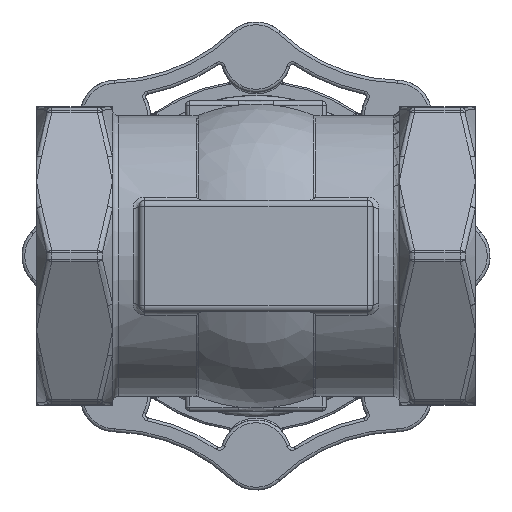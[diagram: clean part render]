
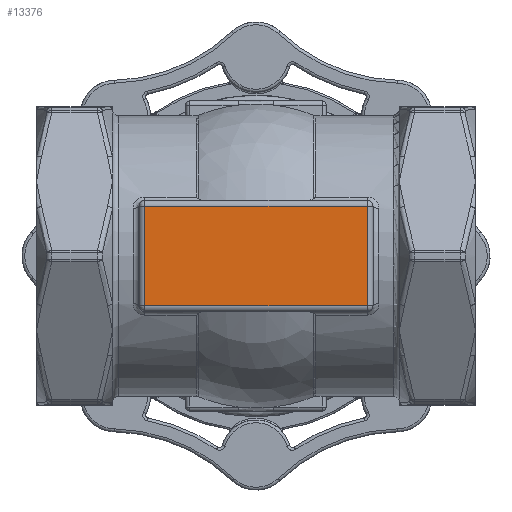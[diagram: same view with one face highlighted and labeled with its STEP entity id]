
A CAD part, front view. The second image highlights one B-rep face of the part: STEP entity #13376.
In plain terms, the highlighted planar face has unit normal (0, -1, 0).
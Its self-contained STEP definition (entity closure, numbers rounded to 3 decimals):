
#2721 = LINE ( 'NONE', #2749, #82466 ) ;
#2745 = LINE ( 'NONE', #2747, #82468 ) ;
#2747 = CARTESIAN_POINT ( 'NONE',  ( 20., -27., -8.5 ) ) ;
#2748 = DIRECTION ( 'NONE',  ( 1., 0., 0. ) ) ;
#2749 = CARTESIAN_POINT ( 'NONE',  ( 19., -27., 9.5 ) ) ;
#2750 = DIRECTION ( 'NONE',  ( 0., 0., 1. ) ) ;
#2751 = LINE ( 'NONE', #2752, #82470 ) ;
#2752 = CARTESIAN_POINT ( 'NONE',  ( -20., -27., 8.5 ) ) ;
#2753 = DIRECTION ( 'NONE',  ( -1., 0., 0. ) ) ;
#2754 = LINE ( 'NONE', #2755, #82471 ) ;
#2755 = CARTESIAN_POINT ( 'NONE',  ( -19., -27., -9.5 ) ) ;
#2756 = DIRECTION ( 'NONE',  ( 0., 0., -1. ) ) ;
#13376 = ADVANCED_FACE ( 'NONE', ( #58055 ), #58096, .T. ) ;
#33002 = CARTESIAN_POINT ( 'NONE',  ( -19., -27., 8.5 ) ) ;
#33003 = CARTESIAN_POINT ( 'NONE',  ( 19., -27., 8.5 ) ) ;
#33012 = CARTESIAN_POINT ( 'NONE',  ( -19., -27., -8.5 ) ) ;
#33024 = CARTESIAN_POINT ( 'NONE',  ( 19., -27., -8.5 ) ) ;
#52855 = VERTEX_POINT ( 'NONE', #33002 ) ;
#52856 = VERTEX_POINT ( 'NONE', #33003 ) ;
#52872 = VERTEX_POINT ( 'NONE', #33012 ) ;
#52889 = VERTEX_POINT ( 'NONE', #33024 ) ;
#56399 = AXIS2_PLACEMENT_3D ( 'NONE', #58106, #58107, #58108 ) ;
#58055 = FACE_OUTER_BOUND ( 'NONE', #64346, .T. ) ;
#58096 = PLANE ( 'NONE',  #56399 ) ;
#58106 = CARTESIAN_POINT ( 'NONE',  ( -20., -27., -9.5 ) ) ;
#58107 = DIRECTION ( 'NONE',  ( 0., -1., 0. ) ) ;
#58108 = DIRECTION ( 'NONE',  ( 0., 0., -1. ) ) ;
#64346 = EDGE_LOOP ( 'NONE', ( #65058, #65056, #65054, #65051 ) ) ;
#65051 = ORIENTED_EDGE ( 'NONE', *, *, #76989, .T. ) ;
#65054 = ORIENTED_EDGE ( 'NONE', *, *, #76987, .T. ) ;
#65056 = ORIENTED_EDGE ( 'NONE', *, *, #76985, .T. ) ;
#65058 = ORIENTED_EDGE ( 'NONE', *, *, #76983, .T. ) ;
#76983 = EDGE_CURVE ( 'NONE', #52872, #52889, #2745, .T. ) ;
#76985 = EDGE_CURVE ( 'NONE', #52889, #52856, #2721, .T. ) ;
#76987 = EDGE_CURVE ( 'NONE', #52856, #52855, #2751, .T. ) ;
#76989 = EDGE_CURVE ( 'NONE', #52855, #52872, #2754, .T. ) ;
#82466 = VECTOR ( 'NONE', #2750, 1000. ) ;
#82468 = VECTOR ( 'NONE', #2748, 1000. ) ;
#82470 = VECTOR ( 'NONE', #2753, 1000. ) ;
#82471 = VECTOR ( 'NONE', #2756, 1000. ) ;
